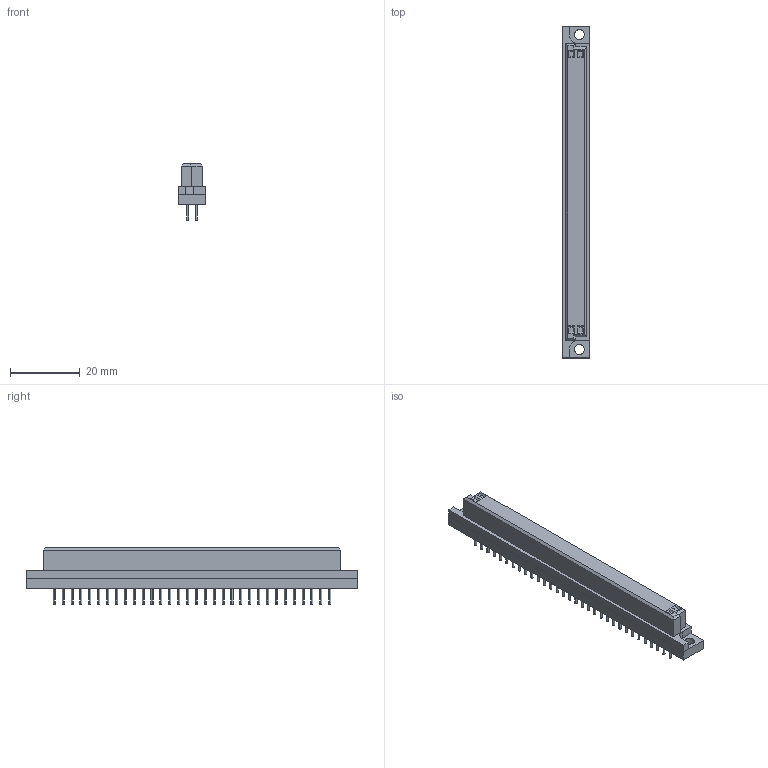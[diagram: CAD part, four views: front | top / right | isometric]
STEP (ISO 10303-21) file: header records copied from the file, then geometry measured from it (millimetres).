
FILE_DESCRIPTION((''),'2;1');
FILE_NAME('CABLECOM_BF64T42AB-P.stp','2011-07-11T09:59:22',(''),(''),'Mechanical Desktop 2011','Mechanical Desktop 2011',', , ');
FILE_SCHEMA(('AUTOMOTIVE_DESIGN { 1 2 10303 214 1 1 1 1 }'));
Length unit declared in the file: millimetre
Products named in the file (1): Product
Bounding box: 8 x 94.9 x 16.1 mm (x, y, z)
Volume: 7042.7 mm3; surface area: 6703.3 mm2
Topology: 67 solids, 67 shells, 316 faces, 526 edges, 349 vertices
Faces by surface type: plane 182, cylinder 134
Entity records: 7450 total; most frequent: DIRECTION 1428, CARTESIAN_POINT 1192, ORIENTED_EDGE 1052, AXIS2_PLACEMENT_3D 585, EDGE_CURVE 526, VERTEX_POINT 348, EDGE_LOOP 324, FACE_OUTER_BOUND 316
